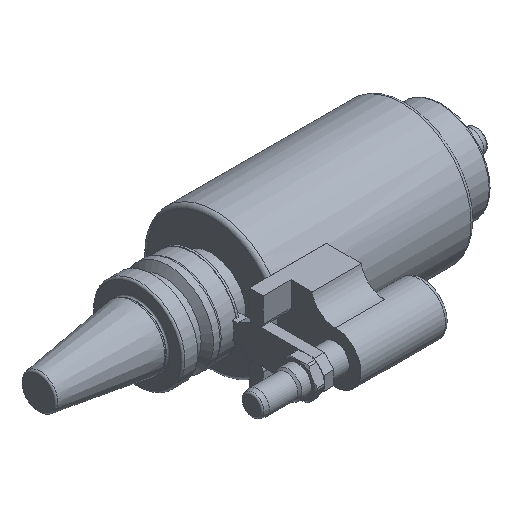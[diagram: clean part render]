
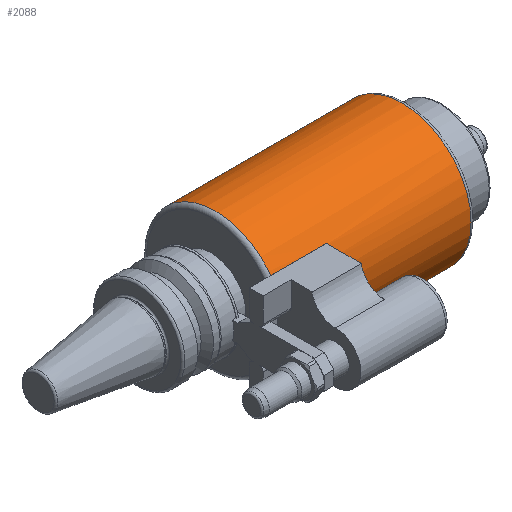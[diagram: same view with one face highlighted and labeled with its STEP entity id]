
A CAD part, isometric view. The second image highlights one B-rep face of the part: STEP entity #2088.
In plain terms, the highlighted cylindrical face has radius 35 mm (diameter 70 mm), a full revolution.
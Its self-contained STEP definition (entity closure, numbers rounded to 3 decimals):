
#52=CYLINDRICAL_SURFACE('',#2310,35.);
#142=CIRCLE('',#2254,35.);
#143=CIRCLE('',#2256,35.);
#148=CIRCLE('',#2270,35.);
#150=CIRCLE('',#2272,35.);
#175=CIRCLE('',#2311,35.);
#176=CIRCLE('',#2312,35.);
#177=CIRCLE('',#2313,35.);
#178=CIRCLE('',#2314,35.);
#318=FACE_OUTER_BOUND('',#434,.T.);
#434=EDGE_LOOP('',(#1778,#1779,#1780,#1781,#1782,#1783,#1784,#1785,#1786,
#1787,#1788,#1789,#1790,#1791));
#553=LINE('',#3448,#698);
#565=LINE('',#3488,#710);
#572=LINE('',#3518,#717);
#582=LINE('',#3542,#727);
#596=LINE('',#3635,#741);
#698=VECTOR('',#2706,10.);
#710=VECTOR('',#2730,10.);
#717=VECTOR('',#2749,10.);
#727=VECTOR('',#2771,10.);
#741=VECTOR('',#2883,35.);
#890=VERTEX_POINT('',#3446);
#891=VERTEX_POINT('',#3447);
#900=VERTEX_POINT('',#3485);
#901=VERTEX_POINT('',#3487);
#903=VERTEX_POINT('',#3507);
#904=VERTEX_POINT('',#3511);
#906=VERTEX_POINT('',#3517);
#914=VERTEX_POINT('',#3541);
#920=VERTEX_POINT('',#3561);
#942=VERTEX_POINT('',#3630);
#943=VERTEX_POINT('',#3631);
#944=VERTEX_POINT('',#3633);
#1158=EDGE_CURVE('',#890,#891,#553,.T.);
#1173=EDGE_CURVE('',#901,#900,#565,.T.);
#1179=EDGE_CURVE('',#900,#903,#142,.T.);
#1180=EDGE_CURVE('',#904,#890,#143,.T.);
#1183=EDGE_CURVE('',#906,#904,#572,.T.);
#1195=EDGE_CURVE('',#903,#914,#582,.T.);
#1205=EDGE_CURVE('',#914,#920,#148,.T.);
#1207=EDGE_CURVE('',#920,#906,#150,.T.);
#1238=EDGE_CURVE('',#942,#943,#175,.T.);
#1239=EDGE_CURVE('',#944,#942,#176,.T.);
#1240=EDGE_CURVE('',#944,#920,#596,.T.);
#1241=EDGE_CURVE('',#891,#901,#177,.T.);
#1242=EDGE_CURVE('',#943,#944,#178,.T.);
#1778=ORIENTED_EDGE('',*,*,#1238,.F.);
#1779=ORIENTED_EDGE('',*,*,#1239,.F.);
#1780=ORIENTED_EDGE('',*,*,#1240,.T.);
#1781=ORIENTED_EDGE('',*,*,#1207,.T.);
#1782=ORIENTED_EDGE('',*,*,#1183,.T.);
#1783=ORIENTED_EDGE('',*,*,#1180,.T.);
#1784=ORIENTED_EDGE('',*,*,#1158,.T.);
#1785=ORIENTED_EDGE('',*,*,#1241,.T.);
#1786=ORIENTED_EDGE('',*,*,#1173,.T.);
#1787=ORIENTED_EDGE('',*,*,#1179,.T.);
#1788=ORIENTED_EDGE('',*,*,#1195,.T.);
#1789=ORIENTED_EDGE('',*,*,#1205,.T.);
#1790=ORIENTED_EDGE('',*,*,#1240,.F.);
#1791=ORIENTED_EDGE('',*,*,#1242,.F.);
#2088=ADVANCED_FACE('',(#318),#52,.T.);
#2254=AXIS2_PLACEMENT_3D('',#3509,#2739,#2740);
#2256=AXIS2_PLACEMENT_3D('',#3512,#2743,#2744);
#2270=AXIS2_PLACEMENT_3D('',#3562,#2791,#2792);
#2272=AXIS2_PLACEMENT_3D('',#3564,#2795,#2796);
#2310=AXIS2_PLACEMENT_3D('',#3629,#2877,#2878);
#2311=AXIS2_PLACEMENT_3D('',#3632,#2879,#2880);
#2312=AXIS2_PLACEMENT_3D('',#3634,#2881,#2882);
#2313=AXIS2_PLACEMENT_3D('',#3636,#2884,#2885);
#2314=AXIS2_PLACEMENT_3D('',#3637,#2886,#2887);
#2706=DIRECTION('',(-1.,0.,0.));
#2730=DIRECTION('',(1.,0.,0.));
#2739=DIRECTION('center_axis',(-1.,0.,0.));
#2740=DIRECTION('ref_axis',(0.,1.,0.));
#2743=DIRECTION('center_axis',(-1.,0.,0.));
#2744=DIRECTION('ref_axis',(0.,1.,0.));
#2749=DIRECTION('',(-1.,0.,0.));
#2771=DIRECTION('',(1.,0.,0.));
#2791=DIRECTION('center_axis',(1.,0.,0.));
#2792=DIRECTION('ref_axis',(0.,1.,0.));
#2795=DIRECTION('center_axis',(1.,0.,0.));
#2796=DIRECTION('ref_axis',(0.,1.,0.));
#2877=DIRECTION('center_axis',(1.,0.,0.));
#2878=DIRECTION('ref_axis',(0.,1.,0.));
#2879=DIRECTION('center_axis',(1.,0.,0.));
#2880=DIRECTION('ref_axis',(0.,0.,-1.));
#2881=DIRECTION('center_axis',(1.,0.,0.));
#2882=DIRECTION('ref_axis',(0.,0.,-1.));
#2883=DIRECTION('',(-1.,0.,0.));
#2884=DIRECTION('center_axis',(1.,0.,0.));
#2885=DIRECTION('ref_axis',(0.,0.,-1.));
#2886=DIRECTION('center_axis',(1.,0.,0.));
#2887=DIRECTION('ref_axis',(0.,0.,-1.));
#3446=CARTESIAN_POINT('',(42.5,-30.5,-17.168));
#3447=CARTESIAN_POINT('',(41.5,-30.5,-17.168));
#3448=CARTESIAN_POINT('',(88.993,-30.5,-17.168));
#3485=CARTESIAN_POINT('',(42.5,-30.5,17.168));
#3487=CARTESIAN_POINT('',(41.5,-30.5,17.168));
#3488=CARTESIAN_POINT('',(88.993,-30.5,17.168));
#3507=CARTESIAN_POINT('',(42.5,-28.5,20.316));
#3509=CARTESIAN_POINT('Origin',(42.5,0.,0.));
#3511=CARTESIAN_POINT('',(42.5,-28.5,-20.316));
#3512=CARTESIAN_POINT('Origin',(42.5,0.,0.));
#3517=CARTESIAN_POINT('',(67.5,-28.5,-20.316));
#3518=CARTESIAN_POINT('',(88.993,-28.5,-20.316));
#3541=CARTESIAN_POINT('',(67.5,-28.5,20.316));
#3542=CARTESIAN_POINT('',(88.993,-28.5,20.316));
#3561=CARTESIAN_POINT('',(67.5,-35.,0.));
#3562=CARTESIAN_POINT('Origin',(67.5,0.,0.));
#3564=CARTESIAN_POINT('Origin',(67.5,0.,0.));
#3629=CARTESIAN_POINT('Origin',(88.993,0.,0.));
#3630=CARTESIAN_POINT('',(136.486,35.,0.));
#3631=CARTESIAN_POINT('',(136.486,0.,35.));
#3632=CARTESIAN_POINT('Origin',(136.486,0.,0.));
#3633=CARTESIAN_POINT('',(136.486,-35.,0.));
#3634=CARTESIAN_POINT('Origin',(136.486,0.,0.));
#3635=CARTESIAN_POINT('',(88.993,-35.,0.));
#3636=CARTESIAN_POINT('Origin',(41.5,0.,0.));
#3637=CARTESIAN_POINT('Origin',(136.486,0.,0.));
